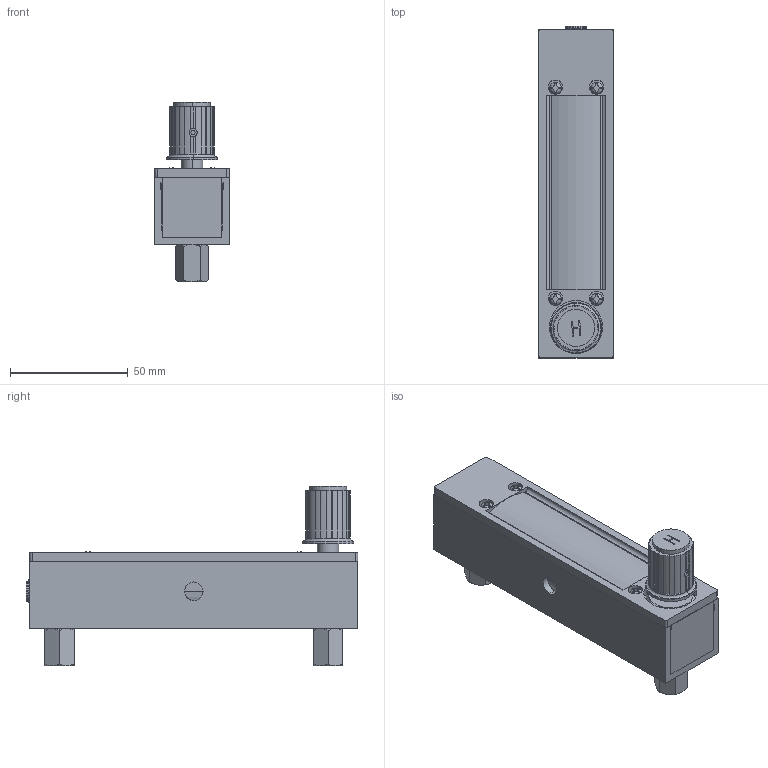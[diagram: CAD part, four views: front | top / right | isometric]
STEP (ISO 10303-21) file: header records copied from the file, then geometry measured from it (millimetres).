
FILE_DESCRIPTION (( 'STEP AP203' ), '1' );
FILE_NAME ('1350G-C-T-1-A.STEP', '2020-05-04T13:27:06', ( '' ), ( '' ), 'SwSTEP 2.0', 'SolidWorks 2019', '' );
FILE_SCHEMA (( 'CONFIG_CONTROL_DESIGN' ));
Length unit declared in the file: inch
Products named in the file (17): 014C363; 950Z166; 325A109; 502Y939; 614A179; 753N265; 724Z438; 1350G-C-T-1-A; 947N103; 325B119; 753Z221; 756D328; Part1^1350G-C-T-1-A; 498C101; 794A299; 502C635; 817A087
Assembly tree (20 placements, depth 3):
  1350G-C-T-1-A
    614A179
    325B119
    325A109
    817A087
    724Z438
    502Y939
    794A299
    753N265  x4
    753Z221  x2
    947N103
      498C101
      756D328
      950Z166
    502C635
    014C363  x2
  Part1^1350G-C-T-1-A
Bounding box: 31.75 x 141.22 x 76.51 mm (x, y, z)
Volume: 95158 mm3; surface area: 61804.1 mm2
Topology: 19 solids, 19 shells, 886 faces, 2256 edges, 1479 vertices
Faces by surface type: plane 525, cylinder 153, bspline 125, cone 71, torus 12
Entity records: 30747 total; most frequent: CARTESIAN_POINT 11091, ORIENTED_EDGE 3860, DIRECTION 3257, EDGE_CURVE 1930, VERTEX_POINT 1267, VECTOR 1247, LINE 1247, AXIS2_PLACEMENT_3D 1005
